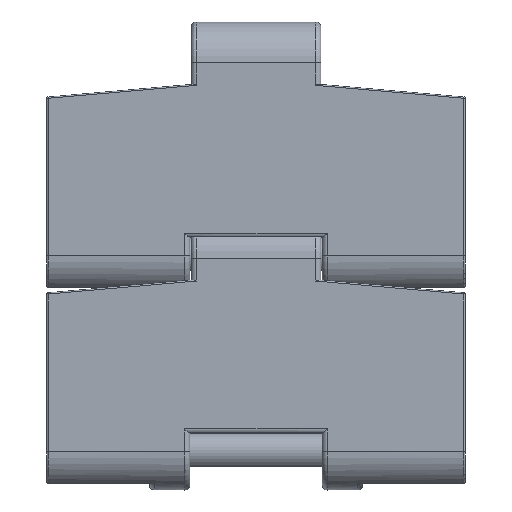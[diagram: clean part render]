
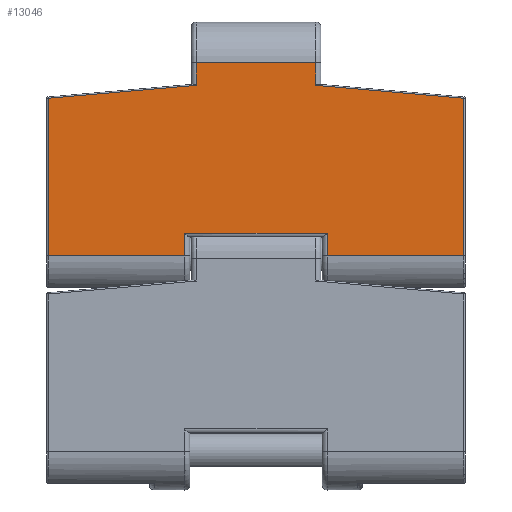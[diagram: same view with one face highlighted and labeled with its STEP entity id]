
A CAD part, top view. The second image highlights one B-rep face of the part: STEP entity #13046.
In plain terms, the highlighted planar face has unit normal (0, 0, 1).
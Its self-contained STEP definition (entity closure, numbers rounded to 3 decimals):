
#600=PLANE('',#13959);
#985=LINE('',#18890,#2155);
#987=LINE('',#18894,#2157);
#994=LINE('',#18955,#2164);
#1100=LINE('',#19571,#2270);
#1101=LINE('',#19572,#2271);
#1102=LINE('',#19574,#2272);
#1103=LINE('',#19576,#2273);
#1104=LINE('',#19577,#2274);
#1105=LINE('',#19579,#2275);
#1106=LINE('',#19581,#2276);
#1107=LINE('',#19582,#2277);
#1108=LINE('',#19583,#2278);
#2155=VECTOR('',#15108,26.95);
#2157=VECTOR('',#15112,26.95);
#2164=VECTOR('',#15145,23.61);
#2270=VECTOR('',#15399,28.1);
#2271=VECTOR('',#15400,4.486);
#2272=VECTOR('',#15401,31.098);
#2273=VECTOR('',#15402,29.307);
#2274=VECTOR('',#15403,4.448);
#2275=VECTOR('',#15404,4.448);
#2276=VECTOR('',#15405,29.307);
#2277=VECTOR('',#15406,31.098);
#2278=VECTOR('',#15407,4.486);
#3557=FACE_OUTER_BOUND('',#4365,.T.);
#4365=EDGE_LOOP('',(#9227,#9228,#9229,#9230,#9231,#9232,#9233,#9234,#9235,
#9236,#9237,#9238));
#5661=VERTEX_POINT('',#18553);
#5664=VERTEX_POINT('',#18570);
#5688=VERTEX_POINT('',#18870);
#5695=VERTEX_POINT('',#18888);
#5696=VERTEX_POINT('',#18893);
#5702=VERTEX_POINT('',#18907);
#5854=VERTEX_POINT('',#19569);
#5855=VERTEX_POINT('',#19570);
#5856=VERTEX_POINT('',#19573);
#5857=VERTEX_POINT('',#19575);
#5858=VERTEX_POINT('',#19578);
#5859=VERTEX_POINT('',#19580);
#6956=EDGE_CURVE('',#5695,#5664,#985,.T.);
#6958=EDGE_CURVE('',#5661,#5696,#987,.T.);
#6981=EDGE_CURVE('',#5702,#5688,#994,.T.);
#7152=EDGE_CURVE('',#5854,#5855,#1100,.T.);
#7153=EDGE_CURVE('',#5855,#5664,#1101,.T.);
#7154=EDGE_CURVE('',#5695,#5856,#1102,.T.);
#7155=EDGE_CURVE('',#5856,#5857,#1103,.T.);
#7156=EDGE_CURVE('',#5857,#5702,#1104,.T.);
#7157=EDGE_CURVE('',#5688,#5858,#1105,.T.);
#7158=EDGE_CURVE('',#5858,#5859,#1106,.T.);
#7159=EDGE_CURVE('',#5859,#5696,#1107,.T.);
#7160=EDGE_CURVE('',#5661,#5854,#1108,.T.);
#9227=ORIENTED_EDGE('',*,*,#7152,.T.);
#9228=ORIENTED_EDGE('',*,*,#7153,.T.);
#9229=ORIENTED_EDGE('',*,*,#6956,.F.);
#9230=ORIENTED_EDGE('',*,*,#7154,.T.);
#9231=ORIENTED_EDGE('',*,*,#7155,.T.);
#9232=ORIENTED_EDGE('',*,*,#7156,.T.);
#9233=ORIENTED_EDGE('',*,*,#6981,.T.);
#9234=ORIENTED_EDGE('',*,*,#7157,.T.);
#9235=ORIENTED_EDGE('',*,*,#7158,.T.);
#9236=ORIENTED_EDGE('',*,*,#7159,.T.);
#9237=ORIENTED_EDGE('',*,*,#6958,.F.);
#9238=ORIENTED_EDGE('',*,*,#7160,.T.);
#13046=ADVANCED_FACE('',(#3557),#600,.F.);
#13959=AXIS2_PLACEMENT_3D('',#19568,#15397,#15398);
#15108=DIRECTION('',(-1.,0.,0.));
#15112=DIRECTION('',(-1.,0.,0.));
#15145=DIRECTION('',(-1.,0.,0.));
#15397=DIRECTION('center_axis',(0.,0.,-1.));
#15398=DIRECTION('ref_axis',(0.,1.,0.));
#15399=DIRECTION('',(1.,0.,0.));
#15400=DIRECTION('',(0.,-1.,0.));
#15401=DIRECTION('',(0.,1.,0.));
#15402=DIRECTION('',(-0.996,0.087,0.));
#15403=DIRECTION('',(0.,1.,0.));
#15404=DIRECTION('',(0.,-1.,0.));
#15405=DIRECTION('',(-0.996,-0.087,0.));
#15406=DIRECTION('',(0.,-1.,0.));
#15407=DIRECTION('',(0.,1.,0.));
#18553=CARTESIAN_POINT('',(-14.05,38.6,7.55));
#18570=CARTESIAN_POINT('',(14.05,38.6,7.55));
#18870=CARTESIAN_POINT('',(-11.805,76.7,7.55));
#18888=CARTESIAN_POINT('',(41.,38.6,7.55));
#18890=CARTESIAN_POINT('',(41.,38.6,7.55));
#18893=CARTESIAN_POINT('',(-41.,38.6,7.55));
#18894=CARTESIAN_POINT('',(-14.05,38.6,7.55));
#18907=CARTESIAN_POINT('',(11.805,76.7,7.55));
#18955=CARTESIAN_POINT('',(11.805,76.7,7.55));
#19568=CARTESIAN_POINT('Origin',(21.05,38.6,7.55));
#19569=CARTESIAN_POINT('',(-14.05,43.086,7.55));
#19570=CARTESIAN_POINT('',(14.05,43.086,7.55));
#19571=CARTESIAN_POINT('',(-14.05,43.086,7.55));
#19572=CARTESIAN_POINT('',(14.05,43.086,7.55));
#19573=CARTESIAN_POINT('',(41.,69.698,7.55));
#19574=CARTESIAN_POINT('',(41.,38.6,7.55));
#19575=CARTESIAN_POINT('',(11.805,72.252,7.55));
#19576=CARTESIAN_POINT('',(41.,69.698,7.55));
#19577=CARTESIAN_POINT('',(11.805,72.252,7.55));
#19578=CARTESIAN_POINT('',(-11.805,72.252,7.55));
#19579=CARTESIAN_POINT('',(-11.805,76.7,7.55));
#19580=CARTESIAN_POINT('',(-41.,69.698,7.55));
#19581=CARTESIAN_POINT('',(-11.805,72.252,7.55));
#19582=CARTESIAN_POINT('',(-41.,69.698,7.55));
#19583=CARTESIAN_POINT('',(-14.05,38.6,7.55));
